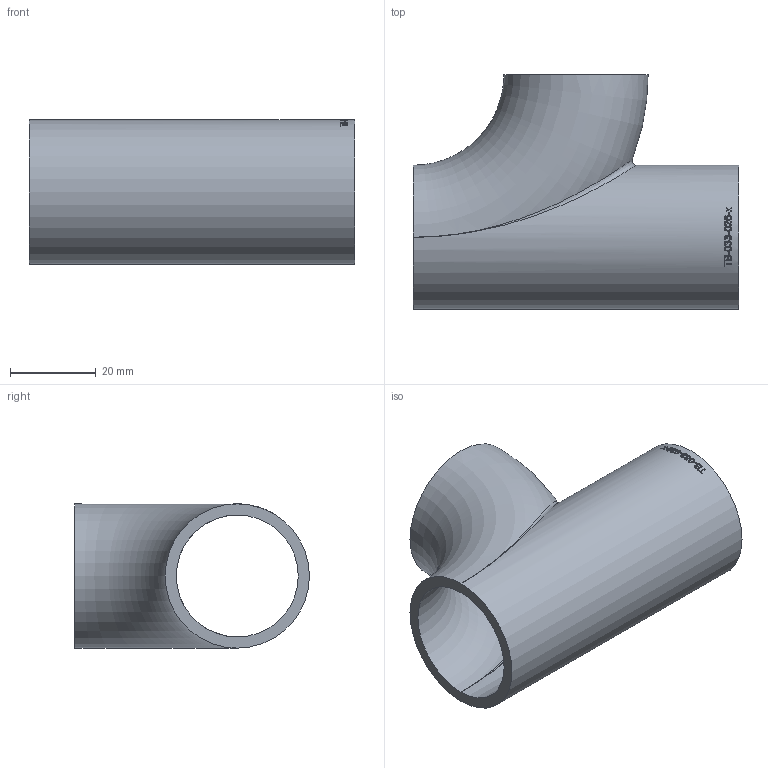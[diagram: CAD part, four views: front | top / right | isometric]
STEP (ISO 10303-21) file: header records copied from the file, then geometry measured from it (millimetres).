
FILE_DESCRIPTION (( 'STEP AP214' ), '1' );
FILE_NAME ('TB-033-026-x T-Bogen 2005.STEP', '2020-05-18T09:45:58', ( '' ), ( '' ), 'SwSTEP 2.0', 'SolidWorks 2019', '' );
FILE_SCHEMA (( 'AUTOMOTIVE_DESIGN' ));
Length unit declared in the file: millimetre
Products named in the file (1): TB-033-026-x T-Bogen 2005
Bounding box: 76 x 54.85 x 33.7 mm (x, y, z)
Volume: 24028.5 mm3; surface area: 19239.5 mm2
Topology: 1 solids, 1 shells, 165 faces, 443 edges, 291 vertices
Faces by surface type: bspline 103, plane 39, cylinder 21, torus 2
Full cylindrical faces by diameter (mm): 28.5 x1, 33.7 x1
Entity records: 16697 total; most frequent: CARTESIAN_POINT 11886, ORIENTED_EDGE 846, EDGE_CURVE 423, B_SPLINE_CURVE_WITH_KNOTS 315, DIRECTION 282, VERTEX_POINT 282, EDGE_LOOP 187, FACE_OUTER_BOUND 167
